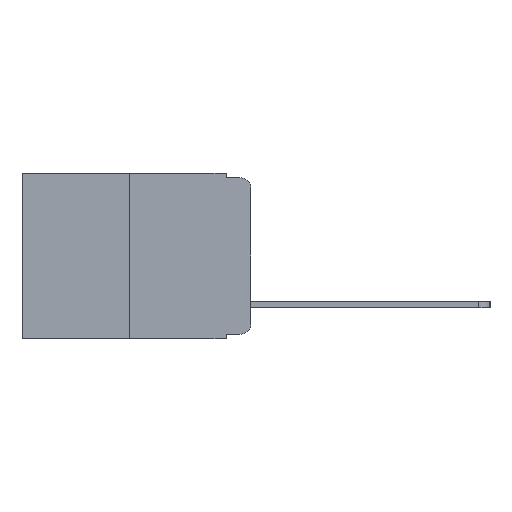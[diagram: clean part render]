
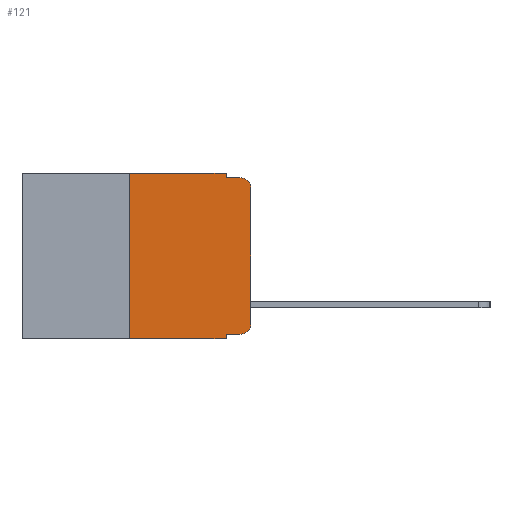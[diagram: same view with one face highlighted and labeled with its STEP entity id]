
A CAD part, left-side view. The second image highlights one B-rep face of the part: STEP entity #121.
In plain terms, the highlighted planar face has unit normal (-1, 0, 0).
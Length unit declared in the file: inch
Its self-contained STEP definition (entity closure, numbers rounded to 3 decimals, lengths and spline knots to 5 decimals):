
#92 = PLANE ( 'NONE',  #10481 ) ;
#108 = CARTESIAN_POINT ( 'NONE',  ( 0., 0.02, -0.333 ) ) ;
#121 = ADVANCED_FACE ( 'NONE', ( #5271 ), #92, .F. ) ;
#269 = VECTOR ( 'NONE', #13064, 39.37008 ) ;
#288 = ORIENTED_EDGE ( 'NONE', *, *, #8676, .T. ) ;
#870 = DIRECTION ( 'NONE',  ( 0., 0., -1. ) ) ;
#929 = VECTOR ( 'NONE', #12465, 39.37008 ) ;
#957 = CARTESIAN_POINT ( 'NONE',  ( 0., 0.473, -0.343 ) ) ;
#966 = DIRECTION ( 'NONE',  ( 0., 0., -1. ) ) ;
#1224 = CARTESIAN_POINT ( 'NONE',  ( 0., 0.25, -0.343 ) ) ;
#1256 = CARTESIAN_POINT ( 'NONE',  ( 0., 0., -0.03 ) ) ;
#1337 = EDGE_CURVE ( 'NONE', #8275, #3307, #12384, .T. ) ;
#1354 = LINE ( 'NONE', #5566, #269 ) ;
#1620 = DIRECTION ( 'NONE',  ( -1., 0., 0. ) ) ;
#1978 = CIRCLE ( 'NONE', #12981, 0.02 ) ;
#2010 = EDGE_CURVE ( 'NONE', #13332, #11207, #3595, .T. ) ;
#2058 = LINE ( 'NONE', #957, #11118 ) ;
#2098 = DIRECTION ( 'NONE',  ( 1., 0., 0. ) ) ;
#2708 = VECTOR ( 'NONE', #4389, 39.37008 ) ;
#2771 = CARTESIAN_POINT ( 'NONE',  ( 0., 0.051, -0.01 ) ) ;
#2938 = VERTEX_POINT ( 'NONE', #8553 ) ;
#2969 = DIRECTION ( 'NONE',  ( 0., -1., 0. ) ) ;
#3099 = DIRECTION ( 'NONE',  ( 0., 0., 1. ) ) ;
#3276 = VERTEX_POINT ( 'NONE', #4798 ) ;
#3307 = VERTEX_POINT ( 'NONE', #10251 ) ;
#3373 = AXIS2_PLACEMENT_3D ( 'NONE', #3837, #1620, #870 ) ;
#3519 = VECTOR ( 'NONE', #10649, 39.37008 ) ;
#3595 = LINE ( 'NONE', #12041, #3519 ) ;
#3626 = VERTEX_POINT ( 'NONE', #1256 ) ;
#3667 = EDGE_CURVE ( 'NONE', #3276, #11480, #6835, .T. ) ;
#3837 = CARTESIAN_POINT ( 'NONE',  ( 0., 0.02, -0.313 ) ) ;
#4179 = CARTESIAN_POINT ( 'NONE',  ( 0., 0.473, 0. ) ) ;
#4230 = EDGE_CURVE ( 'NONE', #4518, #3307, #2058, .T. ) ;
#4389 = DIRECTION ( 'NONE',  ( 0., 0., 1. ) ) ;
#4518 = VERTEX_POINT ( 'NONE', #1224 ) ;
#4798 = CARTESIAN_POINT ( 'NONE',  ( 0., 0.051, -0.01 ) ) ;
#5271 = FACE_OUTER_BOUND ( 'NONE', #9023, .T. ) ;
#5416 = CARTESIAN_POINT ( 'NONE',  ( 0., 0., 0. ) ) ;
#5566 = CARTESIAN_POINT ( 'NONE',  ( 0., 0.051, -0.333 ) ) ;
#5753 = ORIENTED_EDGE ( 'NONE', *, *, #6963, .T. ) ;
#6068 = ORIENTED_EDGE ( 'NONE', *, *, #3667, .F. ) ;
#6095 = VERTEX_POINT ( 'NONE', #108 ) ;
#6171 = DIRECTION ( 'NONE',  ( 0., 0., -1. ) ) ;
#6205 = CARTESIAN_POINT ( 'NONE',  ( 0., 0.02, -0.03 ) ) ;
#6462 = CARTESIAN_POINT ( 'NONE',  ( 0., 0.25, 0. ) ) ;
#6487 = ORIENTED_EDGE ( 'NONE', *, *, #4230, .T. ) ;
#6712 = LINE ( 'NONE', #5416, #2708 ) ;
#6835 = LINE ( 'NONE', #2771, #12959 ) ;
#6963 = EDGE_CURVE ( 'NONE', #8275, #6095, #1354, .T. ) ;
#7333 = CARTESIAN_POINT ( 'NONE',  ( 0., 0.051, 0. ) ) ;
#7402 = LINE ( 'NONE', #7333, #929 ) ;
#7530 = LINE ( 'NONE', #6462, #9459 ) ;
#7830 = DIRECTION ( 'NONE',  ( 0., -1., 0. ) ) ;
#7879 = VECTOR ( 'NONE', #12446, 39.37008 ) ;
#8230 = CARTESIAN_POINT ( 'NONE',  ( 0., 0.051, 0. ) ) ;
#8275 = VERTEX_POINT ( 'NONE', #9740 ) ;
#8426 = EDGE_CURVE ( 'NONE', #6095, #2938, #9335, .T. ) ;
#8553 = CARTESIAN_POINT ( 'NONE',  ( 0., 0., -0.313 ) ) ;
#8635 = CARTESIAN_POINT ( 'NONE',  ( 0., 0.02, -0.01 ) ) ;
#8676 = EDGE_CURVE ( 'NONE', #2938, #3626, #6712, .T. ) ;
#9023 = EDGE_LOOP ( 'NONE', ( #288, #10007, #6068, #9773, #13701, #9209, #6487, #10110, #5753, #9818 ) ) ;
#9113 = CARTESIAN_POINT ( 'NONE',  ( 0., 0.051, 0. ) ) ;
#9209 = ORIENTED_EDGE ( 'NONE', *, *, #12668, .F. ) ;
#9335 = CIRCLE ( 'NONE', #3373, 0.02 ) ;
#9454 = EDGE_CURVE ( 'NONE', #11207, #3276, #7402, .T. ) ;
#9459 = VECTOR ( 'NONE', #3099, 39.37008 ) ;
#9740 = CARTESIAN_POINT ( 'NONE',  ( 0., 0.051, -0.333 ) ) ;
#9773 = ORIENTED_EDGE ( 'NONE', *, *, #9454, .F. ) ;
#9818 = ORIENTED_EDGE ( 'NONE', *, *, #8426, .T. ) ;
#10007 = ORIENTED_EDGE ( 'NONE', *, *, #12032, .T. ) ;
#10110 = ORIENTED_EDGE ( 'NONE', *, *, #1337, .F. ) ;
#10251 = CARTESIAN_POINT ( 'NONE',  ( 0., 0.051, -0.343 ) ) ;
#10481 = AXIS2_PLACEMENT_3D ( 'NONE', #4179, #2098, #6171 ) ;
#10649 = DIRECTION ( 'NONE',  ( 0., -1., 0. ) ) ;
#11118 = VECTOR ( 'NONE', #2969, 39.37008 ) ;
#11207 = VERTEX_POINT ( 'NONE', #9113 ) ;
#11480 = VERTEX_POINT ( 'NONE', #8635 ) ;
#12032 = EDGE_CURVE ( 'NONE', #3626, #11480, #1978, .T. ) ;
#12041 = CARTESIAN_POINT ( 'NONE',  ( 0., 0.473, 0. ) ) ;
#12272 = CARTESIAN_POINT ( 'NONE',  ( 0., 0.25, 0. ) ) ;
#12384 = LINE ( 'NONE', #8230, #7879 ) ;
#12446 = DIRECTION ( 'NONE',  ( 0., 0., -1. ) ) ;
#12465 = DIRECTION ( 'NONE',  ( 0., 0., -1. ) ) ;
#12668 = EDGE_CURVE ( 'NONE', #4518, #13332, #7530, .T. ) ;
#12959 = VECTOR ( 'NONE', #7830, 39.37008 ) ;
#12981 = AXIS2_PLACEMENT_3D ( 'NONE', #6205, #13247, #966 ) ;
#13064 = DIRECTION ( 'NONE',  ( 0., -1., 0. ) ) ;
#13247 = DIRECTION ( 'NONE',  ( -1., 0., 0. ) ) ;
#13332 = VERTEX_POINT ( 'NONE', #12272 ) ;
#13701 = ORIENTED_EDGE ( 'NONE', *, *, #2010, .F. ) ;
